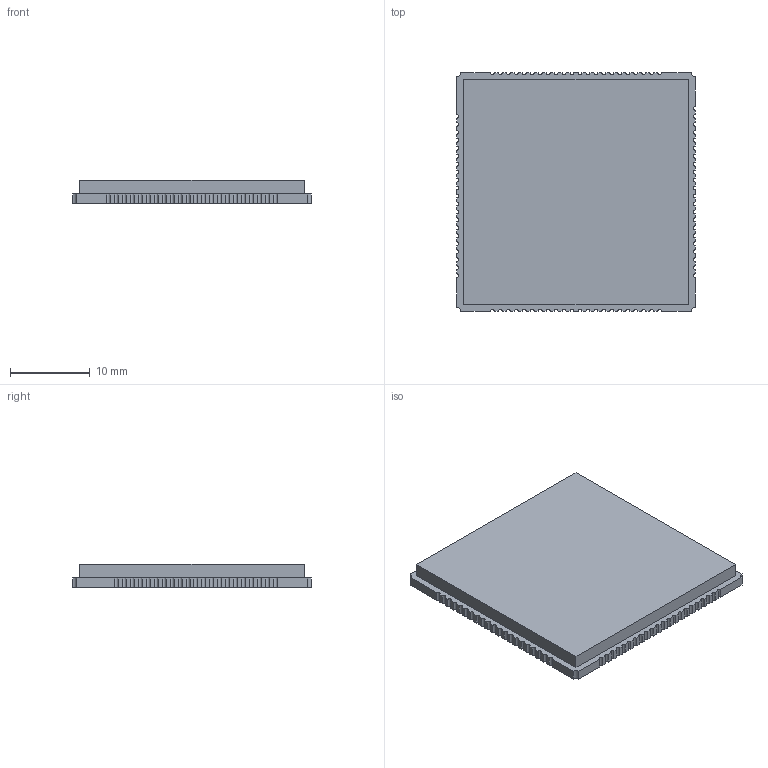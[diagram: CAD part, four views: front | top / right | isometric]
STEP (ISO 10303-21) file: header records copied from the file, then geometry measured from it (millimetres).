
FILE_DESCRIPTION(('FreeCAD Model'),'2;1');
FILE_NAME( 'User Library-sim7600_as_pcba_181111.step', '2020-02-17T17:26:34',('kicad StepUp'),('ksu MCAD'), 'Open CASCADE STEP processor 7.3','FreeCAD','Unknown');
FILE_SCHEMA(('AUTOMOTIVE_DESIGN { 1 0 10303 214 1 1 1 1 }'));
Length unit declared in the file: millimetre
Products named in the file (1): User_Library-sim7600_as_pcba_181111
Bounding box: 30 x 30 x 2.9 mm (x, y, z)
Volume: 2426.5 mm3; surface area: 2146.3 mm2
Topology: 1 solids, 1 shells, 211 faces, 624 edges, 416 vertices
Faces by surface type: cylinder 113, plane 98
Entity records: 8615 total; most frequent: DIRECTION 1274, CARTESIAN_POINT 1252, ORIENTED_EDGE 1248, EDGE_CURVE 624, AXIS2_PLACEMENT_3D 438, VERTEX_POINT 416, LINE 398, VECTOR 398
